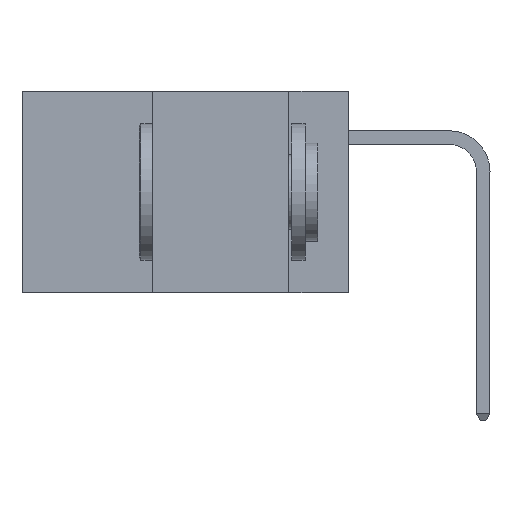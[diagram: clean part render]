
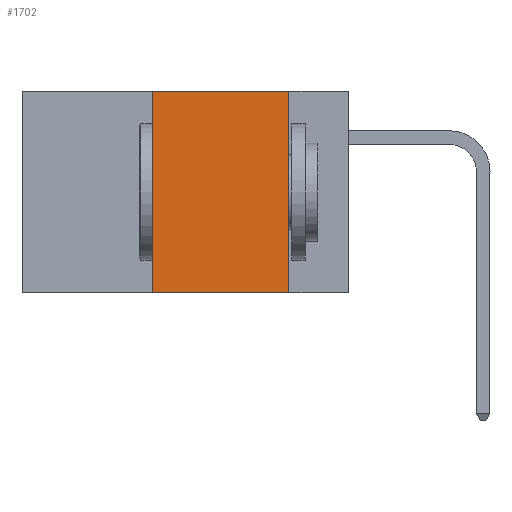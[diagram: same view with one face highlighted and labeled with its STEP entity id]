
A CAD part, left-side view. The second image highlights one B-rep face of the part: STEP entity #1702.
In plain terms, the highlighted planar face has unit normal (-1, 0, 0).
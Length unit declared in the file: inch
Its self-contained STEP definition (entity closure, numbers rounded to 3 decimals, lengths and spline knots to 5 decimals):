
#150 = VERTEX_POINT ( 'NONE', #1328 ) ;
#479 = DIRECTION ( 'NONE',  ( 0., -1., 0. ) ) ;
#787 = VECTOR ( 'NONE', #10654, 39.37008 ) ;
#800 = CARTESIAN_POINT ( 'NONE',  ( 0., 0.11, 0. ) ) ;
#858 = LINE ( 'NONE', #9345, #787 ) ;
#895 = VECTOR ( 'NONE', #7036, 39.37008 ) ;
#952 = LINE ( 'NONE', #10636, #895 ) ;
#1167 = CARTESIAN_POINT ( 'NONE',  ( 0., 0.11, 0. ) ) ;
#1328 = CARTESIAN_POINT ( 'NONE',  ( 0., 0.36, 0. ) ) ;
#1344 = CARTESIAN_POINT ( 'NONE',  ( 0., 0.36, -0.37 ) ) ;
#1597 = VECTOR ( 'NONE', #2392, 39.37008 ) ;
#1623 = LINE ( 'NONE', #1167, #1597 ) ;
#1702 = ADVANCED_FACE ( 'NONE', ( #9605 ), #7663, .F. ) ;
#2392 = DIRECTION ( 'NONE',  ( 0., 0., -1. ) ) ;
#3397 = EDGE_CURVE ( 'NONE', #10342, #7909, #1623, .T. ) ;
#3548 = EDGE_CURVE ( 'NONE', #4288, #150, #952, .T. ) ;
#3567 = EDGE_CURVE ( 'NONE', #4288, #7909, #858, .T. ) ;
#3954 = AXIS2_PLACEMENT_3D ( 'NONE', #9086, #10298, #9585 ) ;
#4288 = VERTEX_POINT ( 'NONE', #1344 ) ;
#4725 = EDGE_LOOP ( 'NONE', ( #8923, #9994, #10063, #10886 ) ) ;
#6848 = VECTOR ( 'NONE', #479, 39.37008 ) ;
#7036 = DIRECTION ( 'NONE',  ( 0., 0., 1. ) ) ;
#7258 = LINE ( 'NONE', #10687, #6848 ) ;
#7663 = PLANE ( 'NONE',  #3954 ) ;
#7680 = EDGE_CURVE ( 'NONE', #150, #10342, #7258, .T. ) ;
#7909 = VERTEX_POINT ( 'NONE', #8949 ) ;
#8923 = ORIENTED_EDGE ( 'NONE', *, *, #3397, .F. ) ;
#8949 = CARTESIAN_POINT ( 'NONE',  ( 0., 0.11, -0.37 ) ) ;
#9086 = CARTESIAN_POINT ( 'NONE',  ( 0., 0.6, 0. ) ) ;
#9345 = CARTESIAN_POINT ( 'NONE',  ( 0., 0.6, -0.37 ) ) ;
#9585 = DIRECTION ( 'NONE',  ( 0., 0., -1. ) ) ;
#9605 = FACE_OUTER_BOUND ( 'NONE', #4725, .T. ) ;
#9994 = ORIENTED_EDGE ( 'NONE', *, *, #7680, .F. ) ;
#10063 = ORIENTED_EDGE ( 'NONE', *, *, #3548, .F. ) ;
#10298 = DIRECTION ( 'NONE',  ( 1., 0., 0. ) ) ;
#10342 = VERTEX_POINT ( 'NONE', #800 ) ;
#10636 = CARTESIAN_POINT ( 'NONE',  ( 0., 0.36, 0. ) ) ;
#10654 = DIRECTION ( 'NONE',  ( 0., -1., 0. ) ) ;
#10687 = CARTESIAN_POINT ( 'NONE',  ( 0., 0.6, 0. ) ) ;
#10886 = ORIENTED_EDGE ( 'NONE', *, *, #3567, .T. ) ;
